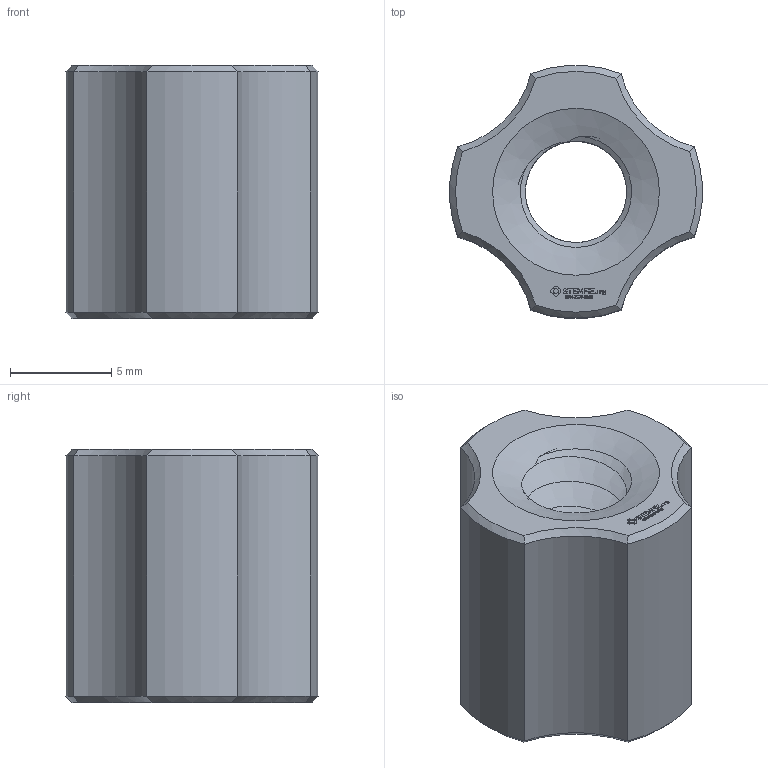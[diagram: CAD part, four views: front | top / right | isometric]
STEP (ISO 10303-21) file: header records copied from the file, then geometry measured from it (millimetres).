
FILE_DESCRIPTION(('FreeCAD Model'),'2;1');
FILE_NAME('Open CASCADE Shape Model','2023-01-06T16:49:58',(''),(''), 'Open CASCADE STEP processor 7.6','FreeCAD','Unknown');
FILE_SCHEMA(('AUTOMOTIVE_DESIGN { 1 0 10303 214 1 1 1 1 }'));
Length unit declared in the file: millimetre
Products named in the file (1): Nut RH BU01.00x01.00 - SPN-NUT-0005 (stemfie.org)
Bounding box: 12.47 x 12.47 x 12.5 mm (x, y, z)
Volume: 913.1 mm3; surface area: 1112.2 mm2
Topology: 1 solids, 1 shells, 457 faces, 1256 edges, 832 vertices
Faces by surface type: plane 299, bspline 132, cone 18, cylinder 8
Entity records: 35429 total; most frequent: CARTESIAN_POINT 12074, DIRECTION 3579, LINE 2844, VECTOR 2844, ORIENTED_EDGE 2512, PCURVE 2512, DEFINITIONAL_REPRESENTATION 2512, EDGE_CURVE 1256
